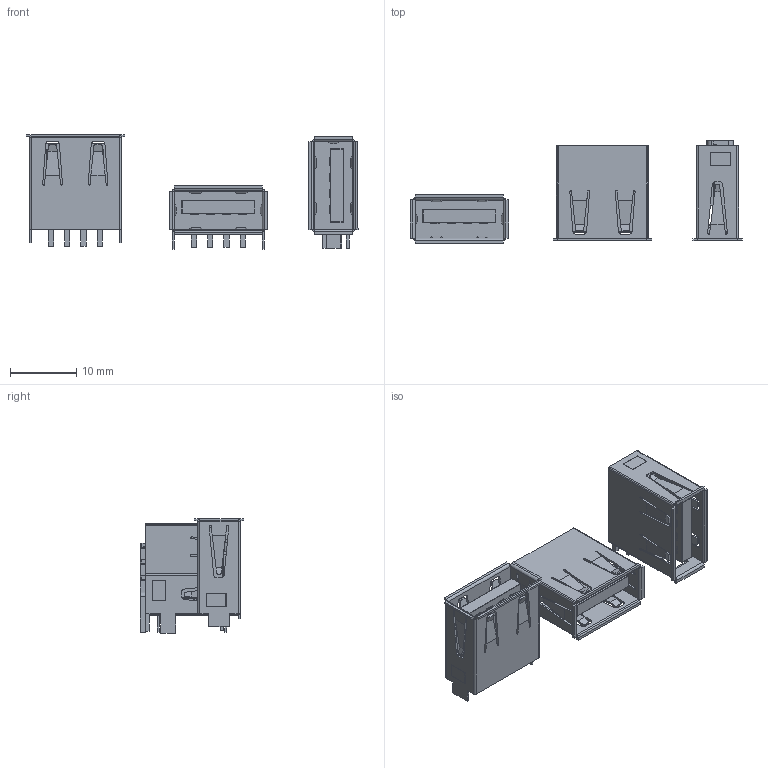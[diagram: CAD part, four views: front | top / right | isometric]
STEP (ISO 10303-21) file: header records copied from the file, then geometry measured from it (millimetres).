
FILE_DESCRIPTION(('STEP AP214'),'1');
FILE_NAME('USB types female.stp','2020-03-15T11:30:06',('Ad Moerenhout'),('-'),'Spatial InterOp 3D',' ',' ');
FILE_SCHEMA(('AUTOMOTIVE_DESIGN { 1 0 10303 214 1 1 1 1 }'));
Length unit declared in the file: inch
Products named in the file (1): Part_30668
Bounding box: 49.99 x 15.51 x 17.28 mm (x, y, z)
Volume: 2543.2 mm3; surface area: 6799.1 mm2
Topology: 25 solids, 25 shells, 1181 faces, 3276 edges, 2100 vertices
Faces by surface type: plane 717, cylinder 422, sphere 32, bspline 10
Entity records: 48861 total; most frequent: CARTESIAN_POINT 8272, ORIENTED_EDGE 6488, DIRECTION 6474, EDGE_CURVE 3244, LINE 2342, VECTOR 2342, VERTEX_POINT 2100, AXIS2_PLACEMENT_3D 2066
